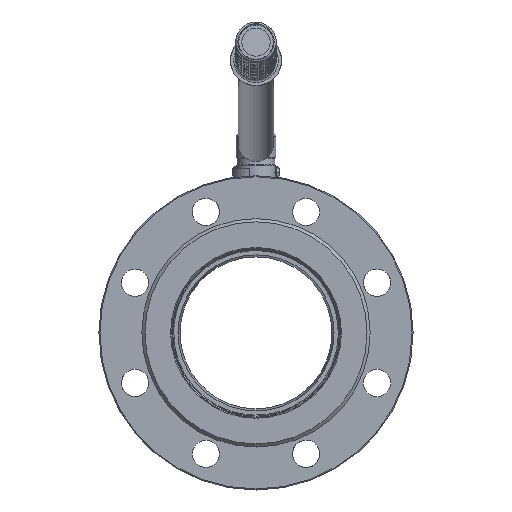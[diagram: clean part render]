
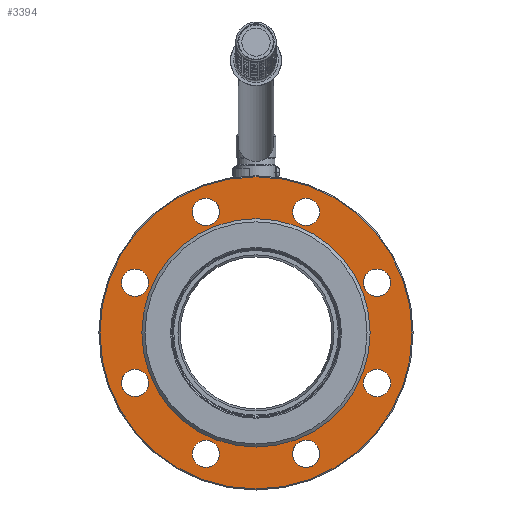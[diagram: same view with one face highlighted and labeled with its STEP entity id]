
A CAD part, left-side view. The second image highlights one B-rep face of the part: STEP entity #3394.
In plain terms, the highlighted planar face has unit normal (-1, 0, 0).
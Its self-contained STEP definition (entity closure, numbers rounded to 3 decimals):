
#3207=CARTESIAN_POINT('',(-173.164,0.,-109.));
#3208=DIRECTION('',(-1.,-0.,-0.));
#3209=DIRECTION('',(-0.,-0.,1.));
#3210=AXIS2_PLACEMENT_3D('',#3207,#3208,#3209);
#3211=PLANE('',#3210);
#3212=CARTESIAN_POINT('',(-173.164,-115.485,-34.835));
#3213=VERTEX_POINT('',#3212);
#3214=CARTESIAN_POINT('',(-173.164,-115.485,-47.835));
#3215=DIRECTION('',(1.,0.,0.));
#3216=DIRECTION('',(-0.,0.,1.));
#3217=AXIS2_PLACEMENT_3D('',#3214,#3215,#3216);
#3218=CIRCLE('',#3217,13.);
#3219=EDGE_CURVE('',#3213,#3213,#3218,.T.);
#3220=ORIENTED_EDGE('',*,*,#3219,.T.);
#3221=EDGE_LOOP('',(#3220));
#3222=FACE_BOUND('',#3221,.T.);
#3223=CARTESIAN_POINT('',(-173.164,-106.293,57.028));
#3224=VERTEX_POINT('',#3223);
#3225=CARTESIAN_POINT('',(-173.164,-115.485,60.835));
#3226=VERTEX_POINT('',#3225);
#3227=CARTESIAN_POINT('',(-173.164,-115.485,47.835));
#3228=DIRECTION('',(1.,0.,0.));
#3229=DIRECTION('',(-0.,0.707,0.707));
#3230=AXIS2_PLACEMENT_3D('',#3227,#3228,#3229);
#3231=CIRCLE('',#3230,13.);
#3232=EDGE_CURVE('',#3224,#3226,#3231,.T.);
#3233=ORIENTED_EDGE('',*,*,#3232,.T.);
#3234=CARTESIAN_POINT('',(-173.164,-115.485,47.835));
#3235=DIRECTION('',(1.,0.,0.));
#3236=DIRECTION('',(-0.,0.707,0.707));
#3237=AXIS2_PLACEMENT_3D('',#3234,#3235,#3236);
#3238=CIRCLE('',#3237,13.);
#3239=EDGE_CURVE('',#3226,#3224,#3238,.T.);
#3240=ORIENTED_EDGE('',*,*,#3239,.T.);
#3241=EDGE_LOOP('',(#3233,#3240));
#3242=FACE_BOUND('',#3241,.T.);
#3243=CARTESIAN_POINT('',(-173.164,-34.835,115.485));
#3244=VERTEX_POINT('',#3243);
#3245=CARTESIAN_POINT('',(-173.164,-47.835,128.485));
#3246=VERTEX_POINT('',#3245);
#3247=CARTESIAN_POINT('',(-173.164,-47.835,115.485));
#3248=DIRECTION('',(1.,0.,0.));
#3249=DIRECTION('',(-0.,1.,-0.));
#3250=AXIS2_PLACEMENT_3D('',#3247,#3248,#3249);
#3251=CIRCLE('',#3250,13.);
#3252=EDGE_CURVE('',#3244,#3246,#3251,.T.);
#3253=ORIENTED_EDGE('',*,*,#3252,.T.);
#3254=CARTESIAN_POINT('',(-173.164,-47.835,115.485));
#3255=DIRECTION('',(1.,0.,0.));
#3256=DIRECTION('',(-0.,1.,-0.));
#3257=AXIS2_PLACEMENT_3D('',#3254,#3255,#3256);
#3258=CIRCLE('',#3257,13.);
#3259=EDGE_CURVE('',#3246,#3244,#3258,.T.);
#3260=ORIENTED_EDGE('',*,*,#3259,.T.);
#3261=EDGE_LOOP('',(#3253,#3260));
#3262=FACE_BOUND('',#3261,.T.);
#3263=CARTESIAN_POINT('',(-173.164,57.028,106.293));
#3264=VERTEX_POINT('',#3263);
#3265=CARTESIAN_POINT('',(-173.164,47.835,128.485));
#3266=VERTEX_POINT('',#3265);
#3267=CARTESIAN_POINT('',(-173.164,47.835,115.485));
#3268=DIRECTION('',(1.,0.,0.));
#3269=DIRECTION('',(0.,0.707,-0.707));
#3270=AXIS2_PLACEMENT_3D('',#3267,#3268,#3269);
#3271=CIRCLE('',#3270,13.);
#3272=EDGE_CURVE('',#3264,#3266,#3271,.T.);
#3273=ORIENTED_EDGE('',*,*,#3272,.T.);
#3274=CARTESIAN_POINT('',(-173.164,47.835,115.485));
#3275=DIRECTION('',(1.,0.,0.));
#3276=DIRECTION('',(0.,0.707,-0.707));
#3277=AXIS2_PLACEMENT_3D('',#3274,#3275,#3276);
#3278=CIRCLE('',#3277,13.);
#3279=EDGE_CURVE('',#3266,#3264,#3278,.T.);
#3280=ORIENTED_EDGE('',*,*,#3279,.T.);
#3281=EDGE_LOOP('',(#3273,#3280));
#3282=FACE_BOUND('',#3281,.T.);
#3283=CARTESIAN_POINT('',(-173.164,115.485,34.835));
#3284=VERTEX_POINT('',#3283);
#3285=CARTESIAN_POINT('',(-173.164,115.485,60.835));
#3286=VERTEX_POINT('',#3285);
#3287=CARTESIAN_POINT('',(-173.164,115.485,47.835));
#3288=DIRECTION('',(1.,0.,0.));
#3289=DIRECTION('',(0.,-0.,-1.));
#3290=AXIS2_PLACEMENT_3D('',#3287,#3288,#3289);
#3291=CIRCLE('',#3290,13.);
#3292=EDGE_CURVE('',#3284,#3286,#3291,.T.);
#3293=ORIENTED_EDGE('',*,*,#3292,.T.);
#3294=CARTESIAN_POINT('',(-173.164,115.485,47.835));
#3295=DIRECTION('',(1.,0.,0.));
#3296=DIRECTION('',(0.,-0.,-1.));
#3297=AXIS2_PLACEMENT_3D('',#3294,#3295,#3296);
#3298=CIRCLE('',#3297,13.);
#3299=EDGE_CURVE('',#3286,#3284,#3298,.T.);
#3300=ORIENTED_EDGE('',*,*,#3299,.T.);
#3301=EDGE_LOOP('',(#3293,#3300));
#3302=FACE_BOUND('',#3301,.T.);
#3303=CARTESIAN_POINT('',(-173.164,106.293,-57.028));
#3304=VERTEX_POINT('',#3303);
#3305=CARTESIAN_POINT('',(-173.164,115.485,-34.835));
#3306=VERTEX_POINT('',#3305);
#3307=CARTESIAN_POINT('',(-173.164,115.485,-47.835));
#3308=DIRECTION('',(1.,0.,0.));
#3309=DIRECTION('',(0.,-0.707,-0.707));
#3310=AXIS2_PLACEMENT_3D('',#3307,#3308,#3309);
#3311=CIRCLE('',#3310,13.);
#3312=EDGE_CURVE('',#3304,#3306,#3311,.T.);
#3313=ORIENTED_EDGE('',*,*,#3312,.T.);
#3314=CARTESIAN_POINT('',(-173.164,115.485,-47.835));
#3315=DIRECTION('',(1.,0.,0.));
#3316=DIRECTION('',(0.,-0.707,-0.707));
#3317=AXIS2_PLACEMENT_3D('',#3314,#3315,#3316);
#3318=CIRCLE('',#3317,13.);
#3319=EDGE_CURVE('',#3306,#3304,#3318,.T.);
#3320=ORIENTED_EDGE('',*,*,#3319,.T.);
#3321=EDGE_LOOP('',(#3313,#3320));
#3322=FACE_BOUND('',#3321,.T.);
#3323=CARTESIAN_POINT('',(-173.164,34.835,-115.485));
#3324=VERTEX_POINT('',#3323);
#3325=CARTESIAN_POINT('',(-173.164,47.835,-102.485));
#3326=VERTEX_POINT('',#3325);
#3327=CARTESIAN_POINT('',(-173.164,47.835,-115.485));
#3328=DIRECTION('',(1.,0.,0.));
#3329=DIRECTION('',(0.,-1.,0.));
#3330=AXIS2_PLACEMENT_3D('',#3327,#3328,#3329);
#3331=CIRCLE('',#3330,13.);
#3332=EDGE_CURVE('',#3324,#3326,#3331,.T.);
#3333=ORIENTED_EDGE('',*,*,#3332,.T.);
#3334=CARTESIAN_POINT('',(-173.164,47.835,-115.485));
#3335=DIRECTION('',(1.,0.,0.));
#3336=DIRECTION('',(0.,-1.,0.));
#3337=AXIS2_PLACEMENT_3D('',#3334,#3335,#3336);
#3338=CIRCLE('',#3337,13.);
#3339=EDGE_CURVE('',#3326,#3324,#3338,.T.);
#3340=ORIENTED_EDGE('',*,*,#3339,.T.);
#3341=EDGE_LOOP('',(#3333,#3340));
#3342=FACE_BOUND('',#3341,.T.);
#3343=CARTESIAN_POINT('',(-173.164,-57.028,-106.293));
#3344=VERTEX_POINT('',#3343);
#3345=CARTESIAN_POINT('',(-173.164,-47.835,-102.485));
#3346=VERTEX_POINT('',#3345);
#3347=CARTESIAN_POINT('',(-173.164,-47.835,-115.485));
#3348=DIRECTION('',(1.,0.,0.));
#3349=DIRECTION('',(-0.,-0.707,0.707));
#3350=AXIS2_PLACEMENT_3D('',#3347,#3348,#3349);
#3351=CIRCLE('',#3350,13.);
#3352=EDGE_CURVE('',#3344,#3346,#3351,.T.);
#3353=ORIENTED_EDGE('',*,*,#3352,.T.);
#3354=CARTESIAN_POINT('',(-173.164,-47.835,-115.485));
#3355=DIRECTION('',(1.,0.,0.));
#3356=DIRECTION('',(-0.,-0.707,0.707));
#3357=AXIS2_PLACEMENT_3D('',#3354,#3355,#3356);
#3358=CIRCLE('',#3357,13.);
#3359=EDGE_CURVE('',#3346,#3344,#3358,.T.);
#3360=ORIENTED_EDGE('',*,*,#3359,.T.);
#3361=EDGE_LOOP('',(#3353,#3360));
#3362=FACE_BOUND('',#3361,.T.);
#3363=CARTESIAN_POINT('',(-173.164,-0.,-149.));
#3364=VERTEX_POINT('',#3363);
#3365=CARTESIAN_POINT('',(-173.164,0.,149.));
#3366=VERTEX_POINT('',#3365);
#3367=CARTESIAN_POINT('',(-173.164,0.,-0.));
#3368=DIRECTION('',(1.,0.,0.));
#3369=DIRECTION('',(-0.,-0.,1.));
#3370=AXIS2_PLACEMENT_3D('',#3367,#3368,#3369);
#3371=CIRCLE('',#3370,149.);
#3372=EDGE_CURVE('',#3364,#3366,#3371,.T.);
#3373=ORIENTED_EDGE('',*,*,#3372,.F.);
#3374=CARTESIAN_POINT('',(-173.164,0.,-0.));
#3375=DIRECTION('',(1.,0.,0.));
#3376=DIRECTION('',(-0.,-0.,1.));
#3377=AXIS2_PLACEMENT_3D('',#3374,#3375,#3376);
#3378=CIRCLE('',#3377,149.);
#3379=EDGE_CURVE('',#3366,#3364,#3378,.T.);
#3380=ORIENTED_EDGE('',*,*,#3379,.F.);
#3381=EDGE_LOOP('',(#3373,#3380));
#3382=FACE_BOUND('',#3381,.T.);
#3383=CARTESIAN_POINT('',(-173.164,0.,-109.));
#3384=VERTEX_POINT('',#3383);
#3385=CARTESIAN_POINT('',(-173.164,0.,-0.));
#3386=DIRECTION('',(-1.,-0.,-0.));
#3387=DIRECTION('',(0.,0.,-1.));
#3388=AXIS2_PLACEMENT_3D('',#3385,#3386,#3387);
#3389=CIRCLE('',#3388,109.);
#3390=EDGE_CURVE('',#3384,#3384,#3389,.T.);
#3391=ORIENTED_EDGE('',*,*,#3390,.F.);
#3392=EDGE_LOOP('',(#3391));
#3393=FACE_BOUND('',#3392,.T.);
#3394=ADVANCED_FACE('',(#3222,#3242,#3262,#3282,#3302,#3322,#3342,#3362,#3382,#3393),#3211,.T.);
